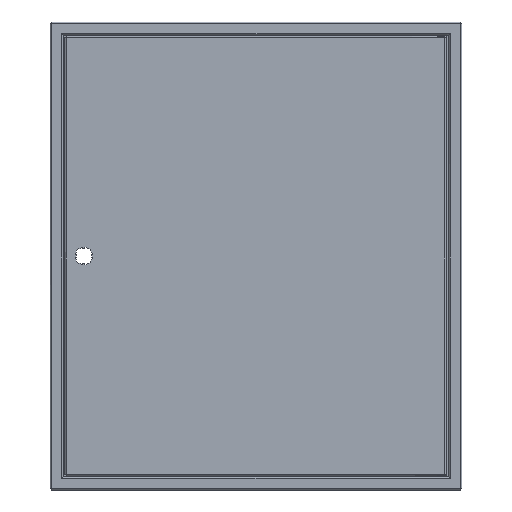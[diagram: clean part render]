
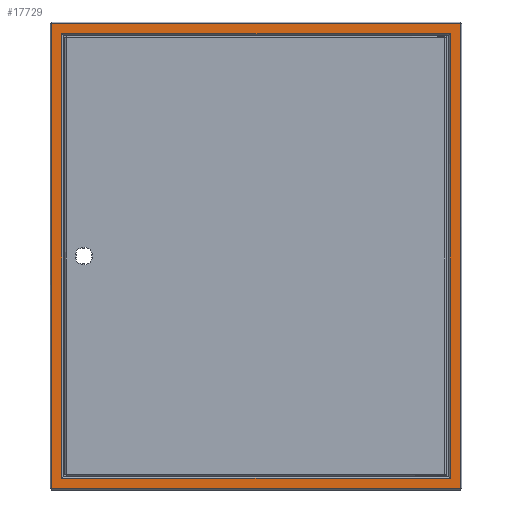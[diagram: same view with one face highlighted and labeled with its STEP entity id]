
A CAD part, top view. The second image highlights one B-rep face of the part: STEP entity #17729.
In plain terms, the highlighted planar face has unit normal (0, 0, 1).
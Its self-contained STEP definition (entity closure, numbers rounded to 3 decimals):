
#43 = DIRECTION ( 'NONE',  ( 0., -1., 0. ) ) ;
#158 = AXIS2_PLACEMENT_3D ( 'NONE', #10675, #18800, #5566 ) ;
#800 = EDGE_CURVE ( 'NONE', #6707, #15364, #7121, .T. ) ;
#885 = DIRECTION ( 'NONE',  ( 0., 1., 0. ) ) ;
#3197 = VERTEX_POINT ( 'NONE', #18005 ) ;
#3237 = DIRECTION ( 'NONE',  ( -1., 0., 0. ) ) ;
#3278 = CARTESIAN_POINT ( 'NONE',  ( 22.5, -22.5, 0. ) ) ;
#3794 = CARTESIAN_POINT ( 'NONE',  ( 802.5, -912.5, 0. ) ) ;
#3915 = CARTESIAN_POINT ( 'NONE',  ( 782.5, -892.5, 0. ) ) ;
#4326 = VECTOR ( 'NONE', #16256, 1000. ) ;
#4569 = ORIENTED_EDGE ( 'NONE', *, *, #12575, .T. ) ;
#4625 = EDGE_CURVE ( 'NONE', #13905, #6707, #10058, .T. ) ;
#4678 = CARTESIAN_POINT ( 'NONE',  ( 2.5, -912.5, 0. ) ) ;
#5148 = FACE_OUTER_BOUND ( 'NONE', #16348, .T. ) ;
#5566 = DIRECTION ( 'NONE',  ( 1., 0., 0. ) ) ;
#5864 = EDGE_CURVE ( 'NONE', #14148, #10079, #8572, .T. ) ;
#6099 = LINE ( 'NONE', #11102, #16826 ) ;
#6322 = CARTESIAN_POINT ( 'NONE',  ( 22.5, -892.5, 0. ) ) ;
#6707 = VERTEX_POINT ( 'NONE', #17465 ) ;
#7121 = LINE ( 'NONE', #8898, #19959 ) ;
#7799 = VECTOR ( 'NONE', #43, 1000. ) ;
#7814 = DIRECTION ( 'NONE',  ( 0., 1., 0. ) ) ;
#8223 = CARTESIAN_POINT ( 'NONE',  ( 782.5, -22.5, 0. ) ) ;
#8246 = CARTESIAN_POINT ( 'NONE',  ( 802.793, -2.5, 0. ) ) ;
#8572 = LINE ( 'NONE', #17839, #20350 ) ;
#8898 = CARTESIAN_POINT ( 'NONE',  ( 2.5, -2.207, 0. ) ) ;
#9085 = ORIENTED_EDGE ( 'NONE', *, *, #800, .T. ) ;
#9397 = EDGE_CURVE ( 'NONE', #16237, #14148, #14663, .T. ) ;
#9541 = EDGE_CURVE ( 'NONE', #15364, #20417, #19046, .T. ) ;
#10058 = LINE ( 'NONE', #8246, #4326 ) ;
#10065 = FACE_BOUND ( 'NONE', #14316, .T. ) ;
#10079 = VERTEX_POINT ( 'NONE', #6322 ) ;
#10471 = ORIENTED_EDGE ( 'NONE', *, *, #5864, .T. ) ;
#10675 = CARTESIAN_POINT ( 'NONE',  ( 0., 0., 0. ) ) ;
#11102 = CARTESIAN_POINT ( 'NONE',  ( 22.5, -892.5, 0. ) ) ;
#11156 = CARTESIAN_POINT ( 'NONE',  ( 782.5, -22.5, 0. ) ) ;
#12575 = EDGE_CURVE ( 'NONE', #10079, #3197, #6099, .T. ) ;
#12699 = ORIENTED_EDGE ( 'NONE', *, *, #9541, .T. ) ;
#12753 = DIRECTION ( 'NONE',  ( 1., 0., 0. ) ) ;
#13070 = ORIENTED_EDGE ( 'NONE', *, *, #17755, .T. ) ;
#13794 = VECTOR ( 'NONE', #885, 1000. ) ;
#13898 = VECTOR ( 'NONE', #13914, 1000. ) ;
#13905 = VERTEX_POINT ( 'NONE', #20717 ) ;
#13914 = DIRECTION ( 'NONE',  ( 1., 0., 0. ) ) ;
#14148 = VERTEX_POINT ( 'NONE', #3915 ) ;
#14316 = EDGE_LOOP ( 'NONE', ( #4569, #19776, #17285, #10471 ) ) ;
#14513 = VECTOR ( 'NONE', #12753, 1000. ) ;
#14663 = LINE ( 'NONE', #11156, #7799 ) ;
#15364 = VERTEX_POINT ( 'NONE', #4678 ) ;
#16237 = VERTEX_POINT ( 'NONE', #8223 ) ;
#16256 = DIRECTION ( 'NONE',  ( -1., 0., 0. ) ) ;
#16348 = EDGE_LOOP ( 'NONE', ( #9085, #12699, #13070, #19176 ) ) ;
#16826 = VECTOR ( 'NONE', #7814, 1000. ) ;
#17097 = PLANE ( 'NONE',  #158 ) ;
#17285 = ORIENTED_EDGE ( 'NONE', *, *, #9397, .T. ) ;
#17465 = CARTESIAN_POINT ( 'NONE',  ( 2.5, -2.5, 0. ) ) ;
#17729 = ADVANCED_FACE ( 'NONE', ( #5148, #10065 ), #17097, .T. ) ;
#17755 = EDGE_CURVE ( 'NONE', #20417, #13905, #18591, .T. ) ;
#17839 = CARTESIAN_POINT ( 'NONE',  ( 782.5, -892.5, 0. ) ) ;
#18005 = CARTESIAN_POINT ( 'NONE',  ( 22.5, -22.5, 0. ) ) ;
#18591 = LINE ( 'NONE', #20207, #13794 ) ;
#18800 = DIRECTION ( 'NONE',  ( 0., 0., 1. ) ) ;
#19046 = LINE ( 'NONE', #20664, #13898 ) ;
#19176 = ORIENTED_EDGE ( 'NONE', *, *, #4625, .T. ) ;
#19776 = ORIENTED_EDGE ( 'NONE', *, *, #20245, .T. ) ;
#19959 = VECTOR ( 'NONE', #20337, 1000. ) ;
#20207 = CARTESIAN_POINT ( 'NONE',  ( 802.5, -912.793, 0. ) ) ;
#20245 = EDGE_CURVE ( 'NONE', #3197, #16237, #21114, .T. ) ;
#20337 = DIRECTION ( 'NONE',  ( 0., -1., 0. ) ) ;
#20350 = VECTOR ( 'NONE', #3237, 1000. ) ;
#20417 = VERTEX_POINT ( 'NONE', #3794 ) ;
#20664 = CARTESIAN_POINT ( 'NONE',  ( 2.207, -912.5, 0. ) ) ;
#20717 = CARTESIAN_POINT ( 'NONE',  ( 802.5, -2.5, 0. ) ) ;
#21114 = LINE ( 'NONE', #3278, #14513 ) ;
